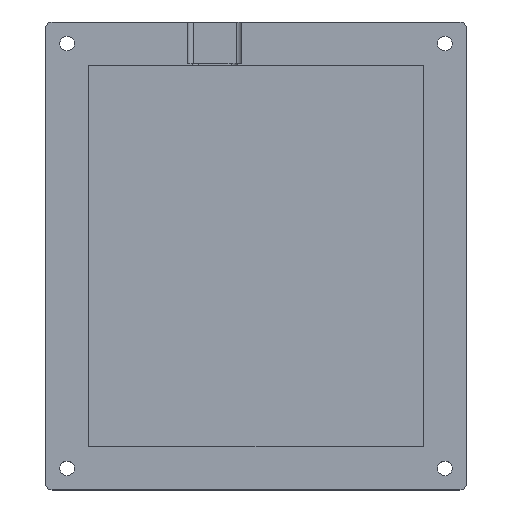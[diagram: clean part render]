
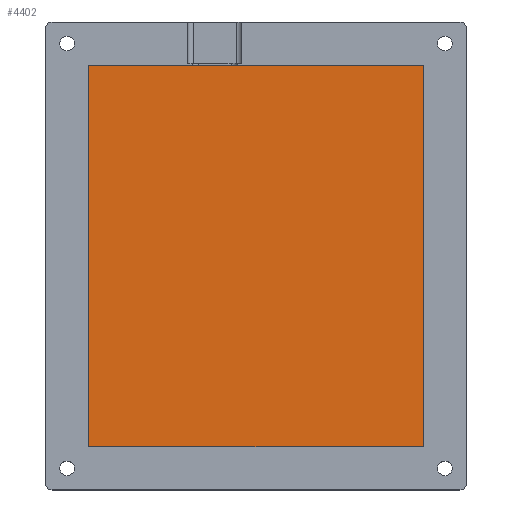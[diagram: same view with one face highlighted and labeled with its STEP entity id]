
A CAD part, top view. The second image highlights one B-rep face of the part: STEP entity #4402.
In plain terms, the highlighted planar face has unit normal (0, 0, 1).
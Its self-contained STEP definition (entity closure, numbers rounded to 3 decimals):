
#582=FACE_OUTER_BOUND('',#836,.T.);
#836=EDGE_LOOP('',(#3005,#3006,#3007,#3008));
#1167=LINE('',#5517,#1485);
#1168=LINE('',#5519,#1486);
#1169=LINE('',#5521,#1487);
#1170=LINE('',#5522,#1488);
#1485=VECTOR('',#4889,10.);
#1486=VECTOR('',#4890,10.);
#1487=VECTOR('',#4891,10.);
#1488=VECTOR('',#4892,10.);
#1818=VERTEX_POINT('',#5515);
#1819=VERTEX_POINT('',#5516);
#1820=VERTEX_POINT('',#5518);
#1821=VERTEX_POINT('',#5520);
#2292=EDGE_CURVE('',#1818,#1819,#1167,.T.);
#2293=EDGE_CURVE('',#1819,#1820,#1168,.T.);
#2294=EDGE_CURVE('',#1820,#1821,#1169,.T.);
#2295=EDGE_CURVE('',#1821,#1818,#1170,.T.);
#3005=ORIENTED_EDGE('',*,*,#2292,.T.);
#3006=ORIENTED_EDGE('',*,*,#2293,.T.);
#3007=ORIENTED_EDGE('',*,*,#2294,.T.);
#3008=ORIENTED_EDGE('',*,*,#2295,.T.);
#4327=PLANE('',#4692);
#4402=ADVANCED_FACE('',(#582),#4327,.T.);
#4692=AXIS2_PLACEMENT_3D('',#5514,#4887,#4888);
#4887=DIRECTION('center_axis',(0.,0.,1.));
#4888=DIRECTION('ref_axis',(1.,0.,0.));
#4889=DIRECTION('',(-1.,0.,0.));
#4890=DIRECTION('',(0.,-1.,0.));
#4891=DIRECTION('',(1.,0.,0.));
#4892=DIRECTION('',(0.,1.,0.));
#5514=CARTESIAN_POINT('Origin',(38.7,44.153,3.));
#5515=CARTESIAN_POINT('',(77.4,88.305,3.));
#5516=CARTESIAN_POINT('',(0.,88.305,3.));
#5517=CARTESIAN_POINT('',(19.35,88.305,3.));
#5518=CARTESIAN_POINT('',(0.,0.,3.));
#5519=CARTESIAN_POINT('',(0.,22.076,3.));
#5520=CARTESIAN_POINT('',(77.4,0.,3.));
#5521=CARTESIAN_POINT('',(58.05,0.,3.));
#5522=CARTESIAN_POINT('',(77.4,66.229,3.));
